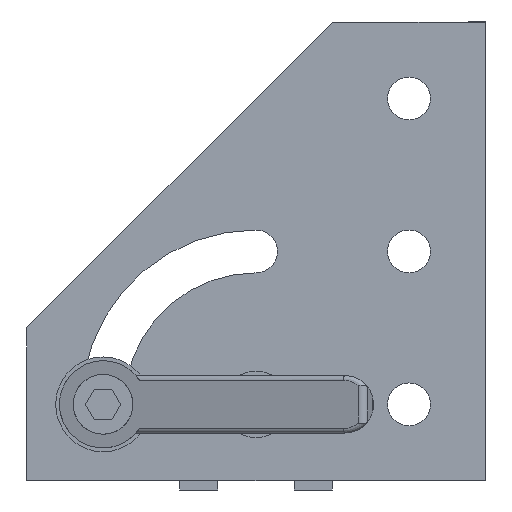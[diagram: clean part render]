
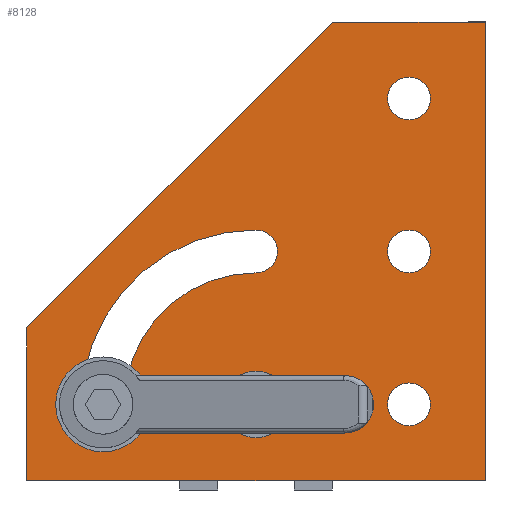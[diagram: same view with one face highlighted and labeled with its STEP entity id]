
A CAD part, left-side view. The second image highlights one B-rep face of the part: STEP entity #8128.
In plain terms, the highlighted planar face has unit normal (-1, 0, 0).
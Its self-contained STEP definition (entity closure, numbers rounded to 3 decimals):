
#7505=CARTESIAN_POINT('',(-0.719,-0.86,0.5));
#7506=VERTEX_POINT('',#7505);
#7515=CARTESIAN_POINT('',(-0.719,-1.14,0.5));
#7516=VERTEX_POINT('',#7515);
#7517=CARTESIAN_POINT('',(-0.719,-1.,0.5));
#7518=DIRECTION('',(1.0,0.0,0.0));
#7519=DIRECTION('',(0.0,1.0,0.0));
#7520=AXIS2_PLACEMENT_3D('',#7517,#7518,#7519);
#7521=CIRCLE('',#7520,0.14);
#7522=EDGE_CURVE('',#7516,#7506,#7521,.T.);
#7547=CARTESIAN_POINT('',(-0.719,-0.86,1.5));
#7548=VERTEX_POINT('',#7547);
#7557=CARTESIAN_POINT('',(-0.719,-1.14,1.5));
#7558=VERTEX_POINT('',#7557);
#7559=CARTESIAN_POINT('',(-0.719,-1.,1.5));
#7560=DIRECTION('',(1.0,0.0,0.0));
#7561=DIRECTION('',(0.0,1.0,0.0));
#7562=AXIS2_PLACEMENT_3D('',#7559,#7560,#7561);
#7563=CIRCLE('',#7562,0.14);
#7564=EDGE_CURVE('',#7558,#7548,#7563,.T.);
#7589=CARTESIAN_POINT('',(-0.719,-0.86,2.5));
#7590=VERTEX_POINT('',#7589);
#7599=CARTESIAN_POINT('',(-0.719,-1.14,2.5));
#7600=VERTEX_POINT('',#7599);
#7601=CARTESIAN_POINT('',(-0.719,-1.,2.5));
#7602=DIRECTION('',(1.0,0.0,0.0));
#7603=DIRECTION('',(0.0,1.0,0.0));
#7604=AXIS2_PLACEMENT_3D('',#7601,#7602,#7603);
#7605=CIRCLE('',#7604,0.14);
#7606=EDGE_CURVE('',#7600,#7590,#7605,.T.);
#7631=CARTESIAN_POINT('',(-0.719,0.218,0.5));
#7632=VERTEX_POINT('',#7631);
#7641=CARTESIAN_POINT('',(-0.719,-0.218,0.5));
#7642=VERTEX_POINT('',#7641);
#7643=CARTESIAN_POINT('',(-0.719,0.,0.5));
#7644=DIRECTION('',(1.0,0.0,0.0));
#7645=DIRECTION('',(0.0,1.0,0.0));
#7646=AXIS2_PLACEMENT_3D('',#7643,#7644,#7645);
#7647=CIRCLE('',#7646,0.218);
#7648=EDGE_CURVE('',#7642,#7632,#7647,.T.);
#7682=CARTESIAN_POINT('',(-0.719,0.,0.5));
#7683=DIRECTION('',(1.0,0.0,0.0));
#7684=DIRECTION('',(0.0,1.0,0.0));
#7685=AXIS2_PLACEMENT_3D('',#7682,#7683,#7684);
#7686=CIRCLE('',#7685,0.218);
#7687=EDGE_CURVE('',#7632,#7642,#7686,.T.);
#7708=CARTESIAN_POINT('',(-0.719,0.86,0.5));
#7709=VERTEX_POINT('',#7708);
#7716=CARTESIAN_POINT('',(-0.719,0.,1.36));
#7717=VERTEX_POINT('',#7716);
#7718=CARTESIAN_POINT('',(-0.719,0.,0.5));
#7719=DIRECTION('',(-1.0,0.,0.));
#7720=DIRECTION('',(0.,0.707,0.707));
#7721=AXIS2_PLACEMENT_3D('',#7718,#7719,#7720);
#7722=CIRCLE('',#7721,0.86);
#7723=EDGE_CURVE('',#7717,#7709,#7722,.T.);
#7749=CARTESIAN_POINT('',(-0.719,0.,1.64));
#7750=VERTEX_POINT('',#7749);
#7751=CARTESIAN_POINT('',(-0.719,0.,1.5));
#7752=DIRECTION('',(1.0,0.0,0.0));
#7753=DIRECTION('',(0.0,-1.0,0.0));
#7754=AXIS2_PLACEMENT_3D('',#7751,#7752,#7753);
#7755=CIRCLE('',#7754,0.14);
#7756=EDGE_CURVE('',#7750,#7717,#7755,.T.);
#7782=CARTESIAN_POINT('',(-0.719,1.14,0.5));
#7783=VERTEX_POINT('',#7782);
#7784=CARTESIAN_POINT('',(-0.719,0.,0.5));
#7785=DIRECTION('',(1.0,0.,0.));
#7786=DIRECTION('',(0.,0.707,0.707));
#7787=AXIS2_PLACEMENT_3D('',#7784,#7785,#7786);
#7788=CIRCLE('',#7787,1.14);
#7789=EDGE_CURVE('',#7783,#7750,#7788,.T.);
#7813=CARTESIAN_POINT('',(-0.719,1.,0.5));
#7814=DIRECTION('',(1.0,0.0,0.0));
#7815=DIRECTION('',(0.0,0.0,-1.0));
#7816=AXIS2_PLACEMENT_3D('',#7813,#7814,#7815);
#7817=CIRCLE('',#7816,0.14);
#7818=EDGE_CURVE('',#7709,#7783,#7817,.T.);
#7838=CARTESIAN_POINT('',(-0.719,-1.,2.5));
#7839=DIRECTION('',(1.0,0.0,0.0));
#7840=DIRECTION('',(0.0,1.0,0.0));
#7841=AXIS2_PLACEMENT_3D('',#7838,#7839,#7840);
#7842=CIRCLE('',#7841,0.14);
#7843=EDGE_CURVE('',#7590,#7600,#7842,.T.);
#7862=CARTESIAN_POINT('',(-0.719,-1.,1.5));
#7863=DIRECTION('',(1.0,0.0,0.0));
#7864=DIRECTION('',(0.0,1.0,0.0));
#7865=AXIS2_PLACEMENT_3D('',#7862,#7863,#7864);
#7866=CIRCLE('',#7865,0.14);
#7867=EDGE_CURVE('',#7548,#7558,#7866,.T.);
#7886=CARTESIAN_POINT('',(-0.719,-1.,0.5));
#7887=DIRECTION('',(1.0,0.0,0.0));
#7888=DIRECTION('',(0.0,1.0,0.0));
#7889=AXIS2_PLACEMENT_3D('',#7886,#7887,#7888);
#7890=CIRCLE('',#7889,0.14);
#7891=EDGE_CURVE('',#7506,#7516,#7890,.T.);
#7901=CARTESIAN_POINT('',(-0.719,1.5,1.));
#7902=VERTEX_POINT('',#7901);
#7903=CARTESIAN_POINT('',(-0.719,-0.5,3.0));
#7904=VERTEX_POINT('',#7903);
#7905=CARTESIAN_POINT('',(-0.719,1.5,1.));
#7906=DIRECTION('',(0.,-0.707,0.707));
#7907=VECTOR('',#7906,2.828);
#7908=LINE('',#7905,#7907);
#7909=EDGE_CURVE('',#7902,#7904,#7908,.T.);
#7950=CARTESIAN_POINT('',(-0.719,1.5,0.));
#7951=VERTEX_POINT('',#7950);
#7958=CARTESIAN_POINT('',(-0.719,1.5,1.));
#7959=DIRECTION('',(0.0,0.0,-1.0));
#7960=VECTOR('',#7959,1.0);
#7961=LINE('',#7958,#7960);
#7962=EDGE_CURVE('',#7902,#7951,#7961,.T.);
#8075=CARTESIAN_POINT('',(-0.719,1.5,3.));
#8076=DIRECTION('',(-1.0,0.0,0.0));
#8077=DIRECTION('',(0.0,0.0,1.0));
#8078=AXIS2_PLACEMENT_3D('',#8075,#8076,#8077);
#8079=PLANE('',#8078);
#8080=ORIENTED_EDGE('',*,*,#7909,.F.);
#8081=ORIENTED_EDGE('',*,*,#7962,.T.);
#8082=CARTESIAN_POINT('',(-0.719,-1.5,0.));
#8083=VERTEX_POINT('',#8082);
#8084=CARTESIAN_POINT('',(-0.719,1.5,0.));
#8085=DIRECTION('',(0.0,-1.0,0.0));
#8086=VECTOR('',#8085,3.);
#8087=LINE('',#8084,#8086);
#8088=EDGE_CURVE('',#7951,#8083,#8087,.T.);
#8089=ORIENTED_EDGE('',*,*,#8088,.T.);
#8090=CARTESIAN_POINT('',(-0.719,-1.5,3.0));
#8091=VERTEX_POINT('',#8090);
#8092=CARTESIAN_POINT('',(-0.719,-1.5,3.0));
#8093=DIRECTION('',(0.0,0.0,-1.0));
#8094=VECTOR('',#8093,3.0);
#8095=LINE('',#8092,#8094);
#8096=EDGE_CURVE('',#8091,#8083,#8095,.T.);
#8097=ORIENTED_EDGE('',*,*,#8096,.F.);
#8098=CARTESIAN_POINT('',(-0.719,-1.5,3.0));
#8099=DIRECTION('',(0.0,1.0,0.0));
#8100=VECTOR('',#8099,1.);
#8101=LINE('',#8098,#8100);
#8102=EDGE_CURVE('',#8091,#7904,#8101,.T.);
#8103=ORIENTED_EDGE('',*,*,#8102,.T.);
#8104=EDGE_LOOP('',(#8080,#8081,#8089,#8097,#8103));
#8105=FACE_OUTER_BOUND('',#8104,.T.);
#8106=ORIENTED_EDGE('',*,*,#7687,.T.);
#8107=ORIENTED_EDGE('',*,*,#7648,.T.);
#8108=EDGE_LOOP('',(#8106,#8107));
#8109=FACE_BOUND('',#8108,.T.);
#8110=ORIENTED_EDGE('',*,*,#7723,.T.);
#8111=ORIENTED_EDGE('',*,*,#7818,.T.);
#8112=ORIENTED_EDGE('',*,*,#7789,.T.);
#8113=ORIENTED_EDGE('',*,*,#7756,.T.);
#8114=EDGE_LOOP('',(#8110,#8111,#8112,#8113));
#8115=FACE_BOUND('',#8114,.T.);
#8116=ORIENTED_EDGE('',*,*,#7843,.T.);
#8117=ORIENTED_EDGE('',*,*,#7606,.T.);
#8118=EDGE_LOOP('',(#8116,#8117));
#8119=FACE_BOUND('',#8118,.T.);
#8120=ORIENTED_EDGE('',*,*,#7867,.T.);
#8121=ORIENTED_EDGE('',*,*,#7564,.T.);
#8122=EDGE_LOOP('',(#8120,#8121));
#8123=FACE_BOUND('',#8122,.T.);
#8124=ORIENTED_EDGE('',*,*,#7891,.T.);
#8125=ORIENTED_EDGE('',*,*,#7522,.T.);
#8126=EDGE_LOOP('',(#8124,#8125));
#8127=FACE_BOUND('',#8126,.T.);
#8128=ADVANCED_FACE('',(#8105,#8109,#8115,#8119,#8123,#8127),#8079,.T.);
